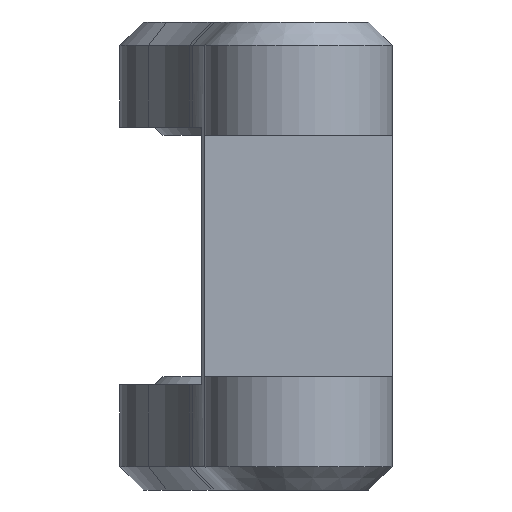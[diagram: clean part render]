
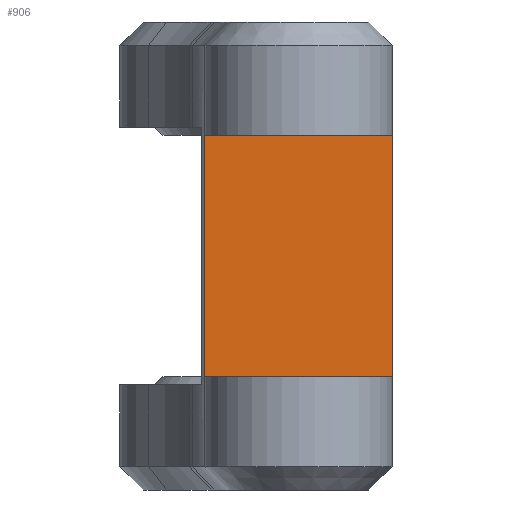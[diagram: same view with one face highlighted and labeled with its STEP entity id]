
A CAD part, front view. The second image highlights one B-rep face of the part: STEP entity #906.
In plain terms, the highlighted planar face has unit normal (0, -1, 0).
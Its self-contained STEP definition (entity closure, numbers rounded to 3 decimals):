
#112 = DIRECTION ( 'NONE',  ( 0., 0., 1. ) ) ;
#137 = EDGE_CURVE ( 'NONE', #308, #774, #1892, .T. ) ;
#252 = ORIENTED_EDGE ( 'NONE', *, *, #2656, .F. ) ;
#308 = VERTEX_POINT ( 'NONE', #2550 ) ;
#309 = EDGE_LOOP ( 'NONE', ( #2462, #2291, #252, #1881 ) ) ;
#400 = CARTESIAN_POINT ( 'NONE',  ( -4., 5.25, 10. ) ) ;
#401 = CARTESIAN_POINT ( 'NONE',  ( -4., 5.25, 5.15 ) ) ;
#451 = CARTESIAN_POINT ( 'NONE',  ( -16., 5.25, 5.15 ) ) ;
#610 = VERTEX_POINT ( 'NONE', #2060 ) ;
#634 = DIRECTION ( 'NONE',  ( 1., 0., 0. ) ) ;
#770 = DIRECTION ( 'NONE',  ( 0., 0., 1. ) ) ;
#774 = VERTEX_POINT ( 'NONE', #2319 ) ;
#906 = ADVANCED_FACE ( 'NONE', ( #1253 ), #2353, .F. ) ;
#909 = LINE ( 'NONE', #981, #2635 ) ;
#981 = CARTESIAN_POINT ( 'NONE',  ( 4., 5.25, 5.15 ) ) ;
#999 = AXIS2_PLACEMENT_3D ( 'NONE', #1920, #1272, #112 ) ;
#1147 = EDGE_CURVE ( 'NONE', #308, #2492, #2246, .T. ) ;
#1253 = FACE_OUTER_BOUND ( 'NONE', #309, .T. ) ;
#1272 = DIRECTION ( 'NONE',  ( 0., 1., 0. ) ) ;
#1381 = VECTOR ( 'NONE', #2503, 1000. ) ;
#1719 = VECTOR ( 'NONE', #770, 1000. ) ;
#1845 = EDGE_CURVE ( 'NONE', #774, #610, #909, .T. ) ;
#1846 = VECTOR ( 'NONE', #634, 1000. ) ;
#1868 = CARTESIAN_POINT ( 'NONE',  ( -16., 5.25, -5.15 ) ) ;
#1881 = ORIENTED_EDGE ( 'NONE', *, *, #1147, .F. ) ;
#1892 = LINE ( 'NONE', #1868, #1381 ) ;
#1920 = CARTESIAN_POINT ( 'NONE',  ( -16., 5.25, 5.15 ) ) ;
#2060 = CARTESIAN_POINT ( 'NONE',  ( 4., 5.25, 5.15 ) ) ;
#2246 = LINE ( 'NONE', #400, #1719 ) ;
#2291 = ORIENTED_EDGE ( 'NONE', *, *, #1845, .T. ) ;
#2319 = CARTESIAN_POINT ( 'NONE',  ( 4., 5.25, -5.15 ) ) ;
#2353 = PLANE ( 'NONE',  #999 ) ;
#2462 = ORIENTED_EDGE ( 'NONE', *, *, #137, .T. ) ;
#2488 = LINE ( 'NONE', #451, #1846 ) ;
#2492 = VERTEX_POINT ( 'NONE', #401 ) ;
#2503 = DIRECTION ( 'NONE',  ( 1., 0., 0. ) ) ;
#2550 = CARTESIAN_POINT ( 'NONE',  ( -4., 5.25, -5.15 ) ) ;
#2635 = VECTOR ( 'NONE', #2654, 1000. ) ;
#2654 = DIRECTION ( 'NONE',  ( 0., 0., 1. ) ) ;
#2656 = EDGE_CURVE ( 'NONE', #2492, #610, #2488, .T. ) ;
